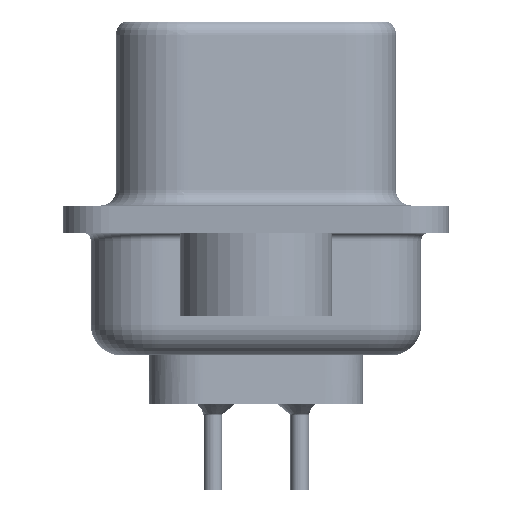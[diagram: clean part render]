
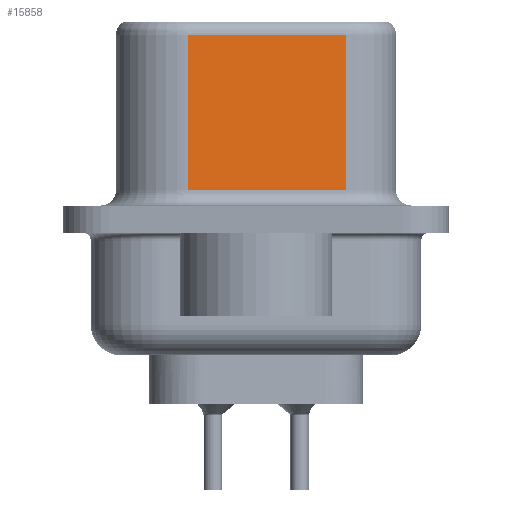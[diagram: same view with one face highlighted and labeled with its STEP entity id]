
A CAD part, left-side view. The second image highlights one B-rep face of the part: STEP entity #15858.
In plain terms, the highlighted planar face has unit normal (-0.985, -0.174, 0).
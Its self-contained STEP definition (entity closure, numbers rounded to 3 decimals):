
#776 = EDGE_CURVE ( 'NONE', #6031, #14089, #26010, .T. ) ;
#1114 = ORIENTED_EDGE ( 'NONE', *, *, #28410, .T. ) ;
#1965 = CARTESIAN_POINT ( 'NONE',  ( 4.58, -2.927, 6.52 ) ) ;
#2197 = DIRECTION ( 'NONE',  ( 0., 0., -1. ) ) ;
#3281 = EDGE_CURVE ( 'NONE', #9405, #14153, #24076, .T. ) ;
#4849 = CARTESIAN_POINT ( 'NONE',  ( 3.67, 2.233, 6.52 ) ) ;
#5141 = LINE ( 'NONE', #15915, #21794 ) ;
#6031 = VERTEX_POINT ( 'NONE', #15909 ) ;
#6275 = CARTESIAN_POINT ( 'NONE',  ( 4.58, -2.927, 6.02 ) ) ;
#7331 = DIRECTION ( 'NONE',  ( -0.174, 0.985, 0. ) ) ;
#7921 = DIRECTION ( 'NONE',  ( 0., 0., -1. ) ) ;
#9211 = LINE ( 'NONE', #6275, #21223 ) ;
#9405 = VERTEX_POINT ( 'NONE', #20274 ) ;
#12044 = VECTOR ( 'NONE', #7921, 1000. ) ;
#12184 = AXIS2_PLACEMENT_3D ( 'NONE', #18582, #20843, #7331 ) ;
#13928 = VECTOR ( 'NONE', #2197, 1000. ) ;
#14034 = EDGE_LOOP ( 'NONE', ( #18788, #1114, #19857, #22513 ) ) ;
#14089 = VERTEX_POINT ( 'NONE', #21261 ) ;
#14153 = VERTEX_POINT ( 'NONE', #21558 ) ;
#15858 = ADVANCED_FACE ( 'NONE', ( #22214 ), #25352, .F. ) ;
#15909 = CARTESIAN_POINT ( 'NONE',  ( 4.58, -2.927, 6.02 ) ) ;
#15915 = CARTESIAN_POINT ( 'NONE',  ( 4.58, -2.927, 0.95 ) ) ;
#18164 = DIRECTION ( 'NONE',  ( 0.174, -0.985, 0. ) ) ;
#18582 = CARTESIAN_POINT ( 'NONE',  ( 4.58, -2.927, 6.52 ) ) ;
#18788 = ORIENTED_EDGE ( 'NONE', *, *, #776, .F. ) ;
#19857 = ORIENTED_EDGE ( 'NONE', *, *, #3281, .T. ) ;
#20274 = CARTESIAN_POINT ( 'NONE',  ( 3.67, 2.233, 6.02 ) ) ;
#20843 = DIRECTION ( 'NONE',  ( 0.985, 0.174, 0. ) ) ;
#21223 = VECTOR ( 'NONE', #24373, 1000. ) ;
#21261 = CARTESIAN_POINT ( 'NONE',  ( 4.58, -2.927, 0.95 ) ) ;
#21558 = CARTESIAN_POINT ( 'NONE',  ( 3.67, 2.233, 0.95 ) ) ;
#21794 = VECTOR ( 'NONE', #18164, 1000. ) ;
#22214 = FACE_OUTER_BOUND ( 'NONE', #14034, .T. ) ;
#22513 = ORIENTED_EDGE ( 'NONE', *, *, #23949, .T. ) ;
#23949 = EDGE_CURVE ( 'NONE', #14153, #14089, #5141, .T. ) ;
#24076 = LINE ( 'NONE', #4849, #12044 ) ;
#24373 = DIRECTION ( 'NONE',  ( -0.174, 0.985, 0. ) ) ;
#25352 = PLANE ( 'NONE',  #12184 ) ;
#26010 = LINE ( 'NONE', #1965, #13928 ) ;
#28410 = EDGE_CURVE ( 'NONE', #6031, #9405, #9211, .T. ) ;
